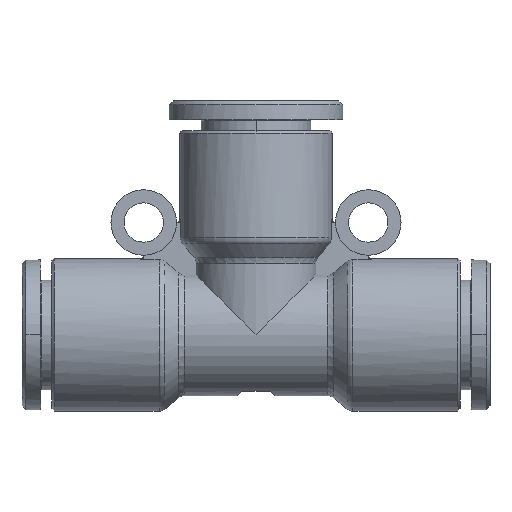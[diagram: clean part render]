
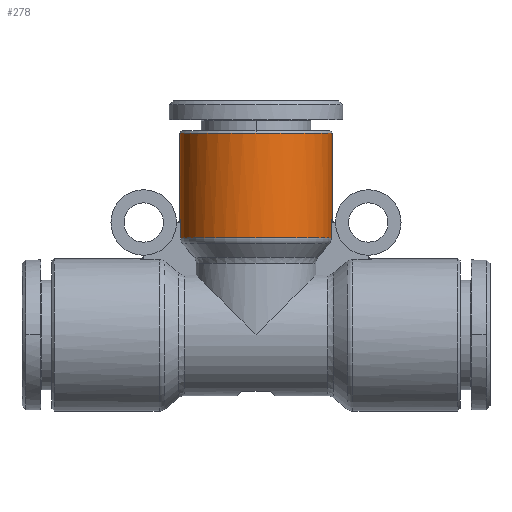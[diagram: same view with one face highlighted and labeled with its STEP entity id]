
A CAD part, front view. The second image highlights one B-rep face of the part: STEP entity #278.
In plain terms, the highlighted cylindrical face has radius 8.15 mm (diameter 16.3 mm), a partial arc.
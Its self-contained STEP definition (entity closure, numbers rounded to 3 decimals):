
#194=CARTESIAN_POINT('',(-9.233,0.,-15.));
#195=DIRECTION('',(0.,0.,1.0));
#196=DIRECTION('',(-1.0,0.0,0.0));
#197=AXIS2_PLACEMENT_3D('',#194,#195,#196);
#198=CYLINDRICAL_SURFACE('',#197,8.15);
#199=CARTESIAN_POINT('',(-17.383,0.,-21.55));
#200=VERTEX_POINT('',#199);
#201=CARTESIAN_POINT('',(-17.383,0.,-12.3));
#202=VERTEX_POINT('',#201);
#203=CARTESIAN_POINT('',(-17.383,0.,-21.55));
#204=DIRECTION('',(0.0,0.0,1.0));
#205=VECTOR('',#204,9.25);
#206=LINE('',#203,#205);
#207=EDGE_CURVE('',#200,#202,#206,.T.);
#208=ORIENTED_EDGE('',*,*,#207,.F.);
#209=CARTESIAN_POINT('',(-9.233,-8.15,-21.55));
#210=VERTEX_POINT('',#209);
#211=CARTESIAN_POINT('',(-9.233,0.,-21.55));
#212=DIRECTION('',(0.0,0.0,-1.0));
#213=DIRECTION('',(0.0,1.0,0.0));
#214=AXIS2_PLACEMENT_3D('',#211,#212,#213);
#215=CIRCLE('',#214,8.15);
#216=EDGE_CURVE('',#210,#200,#215,.T.);
#217=ORIENTED_EDGE('',*,*,#216,.F.);
#218=CARTESIAN_POINT('',(-1.083,0.,-21.55));
#219=VERTEX_POINT('',#218);
#220=CARTESIAN_POINT('',(-9.233,0.,-21.55));
#221=DIRECTION('',(0.0,0.0,-1.0));
#222=DIRECTION('',(0.0,1.0,0.0));
#223=AXIS2_PLACEMENT_3D('',#220,#221,#222);
#224=CIRCLE('',#223,8.15);
#225=EDGE_CURVE('',#219,#210,#224,.T.);
#226=ORIENTED_EDGE('',*,*,#225,.F.);
#227=CARTESIAN_POINT('',(-1.083,0.,-12.3));
#228=VERTEX_POINT('',#227);
#229=CARTESIAN_POINT('',(-1.083,0.,-12.3));
#230=DIRECTION('',(0.0,0.0,-1.0));
#231=VECTOR('',#230,9.25);
#232=LINE('',#229,#231);
#233=EDGE_CURVE('',#228,#219,#232,.T.);
#234=ORIENTED_EDGE('',*,*,#233,.F.);
#235=CARTESIAN_POINT('',(-1.18,-1.25,-12.3));
#236=VERTEX_POINT('',#235);
#237=CARTESIAN_POINT('',(-9.233,0.,-12.3));
#238=DIRECTION('',(0.0,0.0,1.0));
#239=DIRECTION('',(1.0,0.0,0.0));
#240=AXIS2_PLACEMENT_3D('',#237,#238,#239);
#241=CIRCLE('',#240,8.15);
#242=EDGE_CURVE('',#236,#228,#241,.T.);
#243=ORIENTED_EDGE('',*,*,#242,.F.);
#244=CARTESIAN_POINT('',(-1.18,-1.25,-10.359));
#245=VERTEX_POINT('',#244);
#246=CARTESIAN_POINT('',(-1.18,-1.25,-12.3));
#247=DIRECTION('',(0.0,0.0,1.0));
#248=VECTOR('',#247,1.941);
#249=LINE('',#246,#248);
#250=EDGE_CURVE('',#236,#245,#249,.T.);
#251=ORIENTED_EDGE('',*,*,#250,.T.);
#252=CARTESIAN_POINT('',(-17.287,-1.25,-10.359));
#253=VERTEX_POINT('',#252);
#254=CARTESIAN_POINT('',(-9.233,0.,-10.359));
#255=DIRECTION('',(0.0,0.0,1.0));
#256=DIRECTION('',(1.0,0.0,0.0));
#257=AXIS2_PLACEMENT_3D('',#254,#255,#256);
#258=CIRCLE('',#257,8.15);
#259=EDGE_CURVE('',#253,#245,#258,.T.);
#260=ORIENTED_EDGE('',*,*,#259,.F.);
#261=CARTESIAN_POINT('',(-17.287,-1.25,-12.3));
#262=VERTEX_POINT('',#261);
#263=CARTESIAN_POINT('',(-17.287,-1.25,-10.359));
#264=DIRECTION('',(0.0,0.0,-1.0));
#265=VECTOR('',#264,1.941);
#266=LINE('',#263,#265);
#267=EDGE_CURVE('',#253,#262,#266,.T.);
#268=ORIENTED_EDGE('',*,*,#267,.T.);
#269=CARTESIAN_POINT('',(-9.233,0.,-12.3));
#270=DIRECTION('',(0.0,0.0,1.0));
#271=DIRECTION('',(-1.0,0.0,0.0));
#272=AXIS2_PLACEMENT_3D('',#269,#270,#271);
#273=CIRCLE('',#272,8.15);
#274=EDGE_CURVE('',#202,#262,#273,.T.);
#275=ORIENTED_EDGE('',*,*,#274,.F.);
#276=EDGE_LOOP('',(#208,#217,#226,#234,#243,#251,#260,#268,#275));
#277=FACE_OUTER_BOUND('',#276,.T.);
#278=ADVANCED_FACE('',(#277),#198,.T.);
